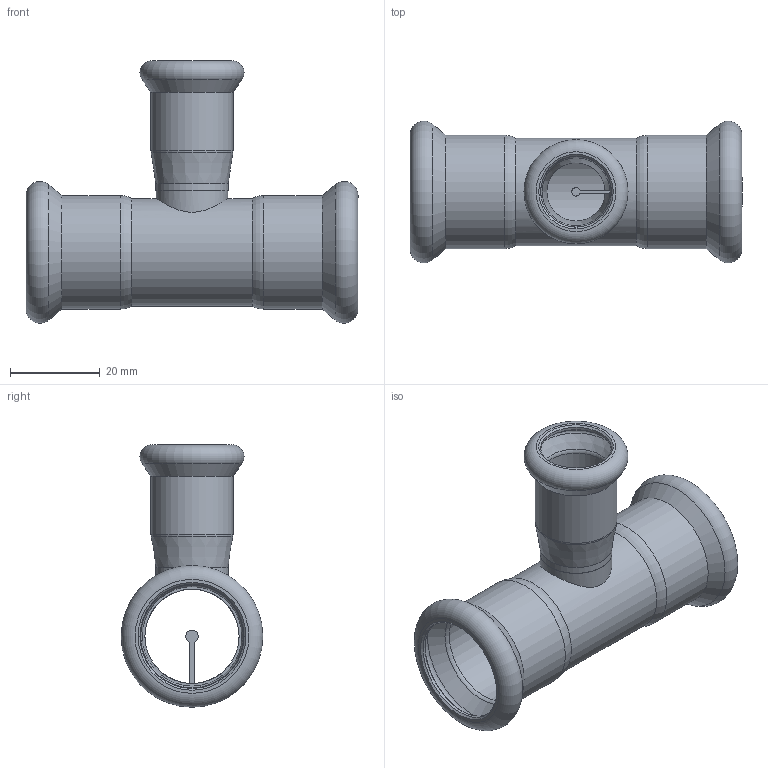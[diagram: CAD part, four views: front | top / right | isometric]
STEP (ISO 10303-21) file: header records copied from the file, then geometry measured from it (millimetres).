
FILE_DESCRIPTION(/* description */ (''),/* implementation_level */ '2;1');
FILE_NAME(/* name */ '31206.stp',/* time_stamp */ '2014-04-01T20:09:30+02:00',/* author */ ('bruh'),/* organization */ (''),/* preprocessor_version */ 'ST-DEVELOPER v15.2',/* originating_system */ 'Autodesk Inventor 2014',/* authorisation */ '');
FILE_SCHEMA (('AUTOMOTIVE_DESIGN { 1 0 10303 214 3 1 1 }'));
Length unit declared in the file: millimetre
Products named in the file (4): 401092; 900023; 490704; 31206
Bounding box: 74 x 31.59 x 58.5 mm (x, y, z)
Volume: 12329.3 mm3; surface area: 17152.8 mm2
Topology: 4 solids, 4 shells, 71 faces, 143 edges, 86 vertices
Faces by surface type: plane 24, cylinder 20, cone 14, torus 13
Full cylindrical faces by diameter (mm): 13 x2, 15.2 x1, 15.8 x1, 16 x1, 16.1 x1, 18.3 x1, 21 x3, 22.2 x2, 23.2 x2, 24 x1, 25.3 x2
Entity records: 1301 total; most frequent: CARTESIAN_POINT 254, DIRECTION 228, ORIENTED_EDGE 132, AXIS2_PLACEMENT_3D 107, EDGE_LOOP 95, EDGE_CURVE 66, VERTEX_POINT 57, ADVANCED_FACE 51
